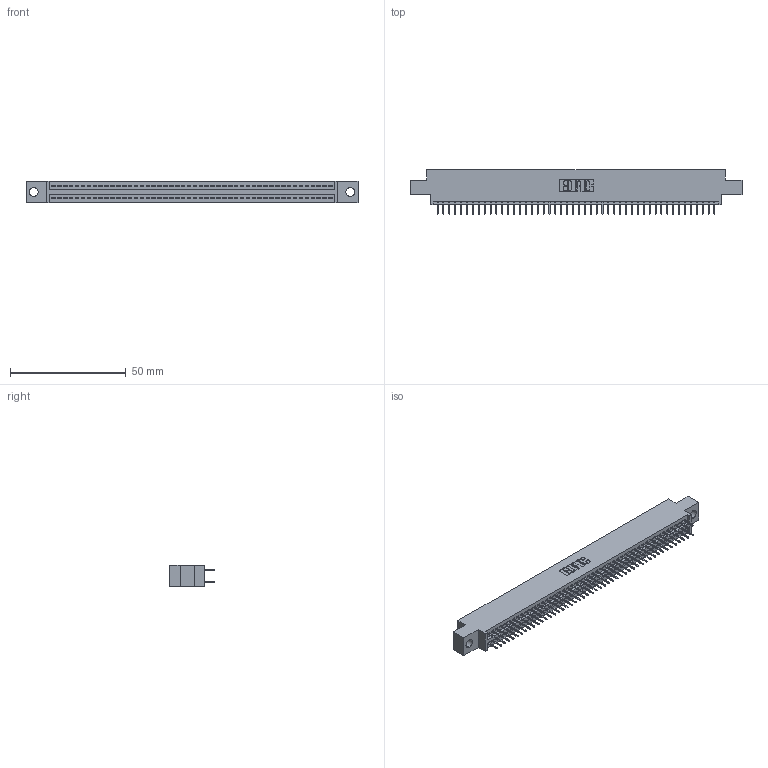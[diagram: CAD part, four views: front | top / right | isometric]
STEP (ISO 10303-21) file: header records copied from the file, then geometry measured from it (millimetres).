
FILE_DESCRIPTION (( 'STEP AP203' ), '1' );
FILE_NAME ('395-096-524-804.STEP', '2018-11-29T15:29:48', ( '' ), ( '' ), 'SwSTEP 2.0', 'SolidWorks 2016', '' );
FILE_SCHEMA (( 'CONFIG_CONTROL_DESIGN' ));
Length unit declared in the file: inch
Products named in the file (3): 345 Part_0.170 Offset - 0.156 Dia-TH; 395-096-524-804; 345-292-001_345-293-124
Assembly tree (97 placements, depth 2):
  395-096-524-804
    345 Part_0.170 Offset - 0.156 Dia-TH
    345-292-001_345-293-124  x96
Bounding box: 143.13 x 19.35 x 9.4 mm (x, y, z)
Volume: 13612.9 mm3; surface area: 19813.5 mm2
Topology: 97 solids, 97 shells, 5314 faces, 15041 edges, 9642 vertices
Faces by surface type: plane 3828, cylinder 1486
Entity records: 37063 total; most frequent: CARTESIAN_POINT 6208, ORIENTED_EDGE 6142, DIRECTION 5467, EDGE_CURVE 3071, VECTOR 2751, LINE 2751, VERTEX_POINT 2042, AXIS2_PLACEMENT_3D 1358
